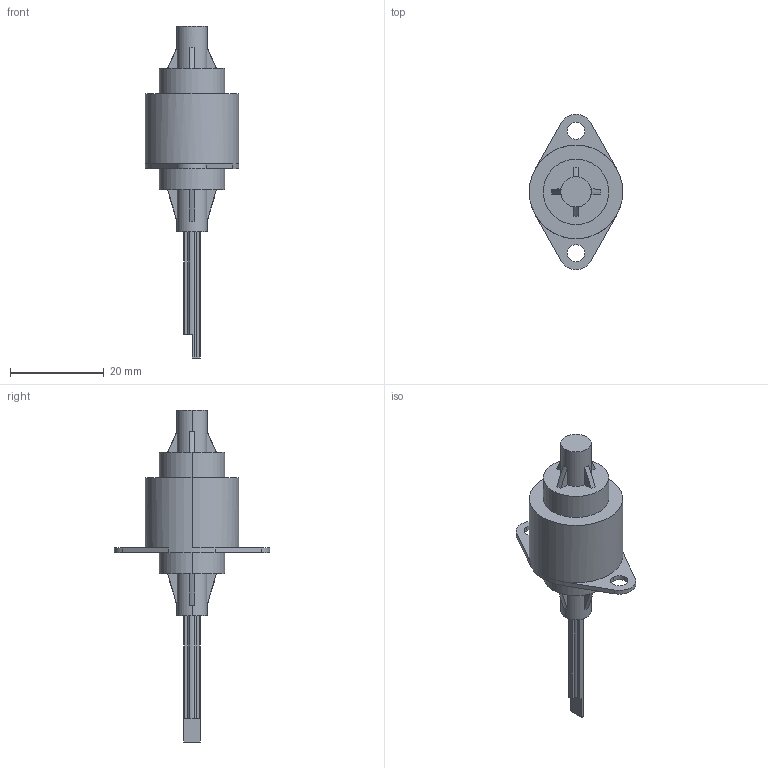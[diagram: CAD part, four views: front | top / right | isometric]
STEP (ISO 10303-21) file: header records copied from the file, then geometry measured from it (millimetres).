
FILE_DESCRIPTION((''),'2;1');
FILE_NAME('K20PB14B05-14-002','2020-07-30T',('syc2215'),(''),'CREO PARAMETRIC BY PTC INC, 2018220','CREO PARAMETRIC BY PTC INC, 2018220','');
FILE_SCHEMA(('CONFIG_CONTROL_DESIGN'));
Length unit declared in the file: millimetre
Products named in the file (1): K20PB14B05-14-002
Bounding box: 20 x 33.28 x 71 mm (x, y, z)
Volume: 7472.7 mm3; surface area: 3090.8 mm2
Topology: 1 solids, 1 shells, 71 faces, 192 edges, 128 vertices
Faces by surface type: plane 39, cylinder 24, cone 8
Entity records: 2342 total; most frequent: CARTESIAN_POINT 455, DIRECTION 396, ORIENTED_EDGE 384, EDGE_CURVE 192, AXIS2_PLACEMENT_3D 149, VERTEX_POINT 128, VECTOR 98, LINE 98
